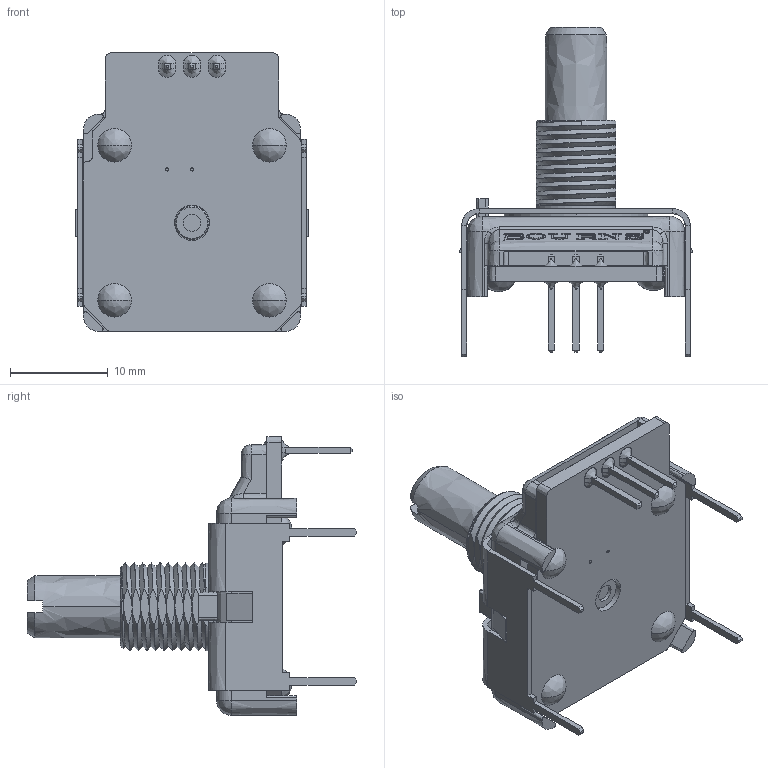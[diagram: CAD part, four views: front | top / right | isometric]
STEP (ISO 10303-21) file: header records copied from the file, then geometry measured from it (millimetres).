
FILE_DESCRIPTION((''),'2;1');
FILE_NAME('ECW1J-B24-BXXXXX','2008-05-28T',('RICKB'),('Bourns, Inc.'),'PRO/ENGINEER BY PARAMETRIC TECHNOLOGY CORPORATION, 2001200','PRO/ENGINEER BY PARAMETRIC TECHNOLOGY CORPORATION, 2001200','');
FILE_SCHEMA(('AUTOMOTIVE_DESIGN_CC2 { 1 2 10303 214 -1 1 5 2 }'));
Length unit declared in the file: inch
Products named in the file (1): ECW1J-B24-BXXXXX
Bounding box: 23.88 x 33.69 x 28.5 mm (x, y, z)
Volume: 4715.7 mm3; surface area: 3927 mm2
Topology: 1 solids, 12 shells, 676 faces, 1705 edges, 1083 vertices
Faces by surface type: bspline 676
Entity records: 39133 total; most frequent: CARTESIAN_POINT 17711, ORIENTED_EDGE 3394, PRESENTATION_STYLE_ASSIGNMENT 1905, DIRECTION 1842, STYLED_ITEM 1698, CURVE_STYLE 1697, EDGE_CURVE 1697, VECTOR 1114
